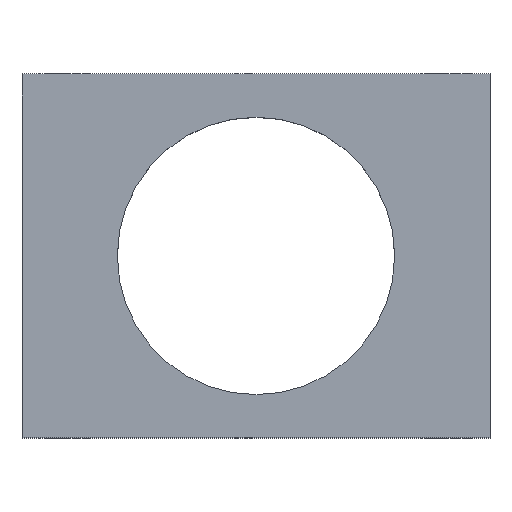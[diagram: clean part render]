
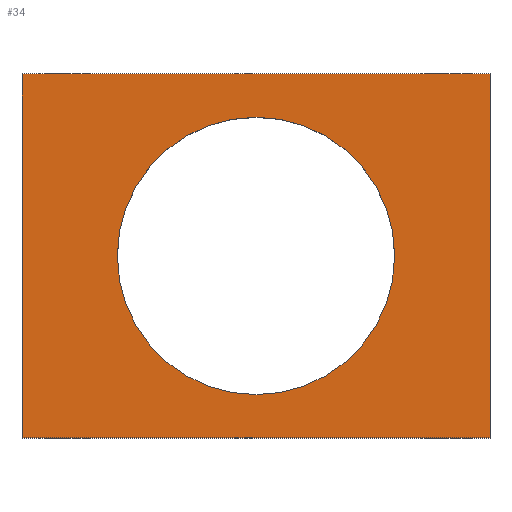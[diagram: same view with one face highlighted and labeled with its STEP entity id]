
A CAD part, top view. The second image highlights one B-rep face of the part: STEP entity #34.
In plain terms, the highlighted planar face has unit normal (0, 0, 1).
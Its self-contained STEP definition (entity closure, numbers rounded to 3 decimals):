
#13 = CARTESIAN_POINT ( 'NONE',  ( 13.5, 10.5, 2. ) ) ;
#19 = VECTOR ( 'NONE', #323, 1000. ) ;
#34 = ADVANCED_FACE ( 'NONE', ( #457, #248 ), #161, .F. ) ;
#42 = ORIENTED_EDGE ( 'NONE', *, *, #384, .F. ) ;
#47 = EDGE_LOOP ( 'NONE', ( #135, #351, #153, #312 ) ) ;
#49 = EDGE_CURVE ( 'NONE', #116, #399, #386, .T. ) ;
#51 = AXIS2_PLACEMENT_3D ( 'NONE', #244, #173, #237 ) ;
#56 = DIRECTION ( 'NONE',  ( 0., 0., 1. ) ) ;
#59 = CARTESIAN_POINT ( 'NONE',  ( -13.5, -10.5, 2. ) ) ;
#61 = CARTESIAN_POINT ( 'NONE',  ( -13.5, -10.5, 2. ) ) ;
#87 = EDGE_CURVE ( 'NONE', #294, #116, #142, .T. ) ;
#91 = AXIS2_PLACEMENT_3D ( 'NONE', #151, #56, #193 ) ;
#99 = CARTESIAN_POINT ( 'NONE',  ( 13.5, -10.5, 2. ) ) ;
#116 = VERTEX_POINT ( 'NONE', #427 ) ;
#128 = DIRECTION ( 'NONE',  ( 0., 0., 1. ) ) ;
#135 = ORIENTED_EDGE ( 'NONE', *, *, #221, .T. ) ;
#136 = DIRECTION ( 'NONE',  ( 0., -1., 0. ) ) ;
#142 = LINE ( 'NONE', #293, #19 ) ;
#151 = CARTESIAN_POINT ( 'NONE',  ( 0., 0., 2. ) ) ;
#153 = ORIENTED_EDGE ( 'NONE', *, *, #49, .T. ) ;
#161 = PLANE ( 'NONE',  #51 ) ;
#173 = DIRECTION ( 'NONE',  ( 0., 0., -1. ) ) ;
#180 = LINE ( 'NONE', #222, #208 ) ;
#193 = DIRECTION ( 'NONE',  ( 1., 0., 0. ) ) ;
#208 = VECTOR ( 'NONE', #362, 1000. ) ;
#221 = EDGE_CURVE ( 'NONE', #439, #294, #180, .T. ) ;
#222 = CARTESIAN_POINT ( 'NONE',  ( 13.5, -10.5, 2. ) ) ;
#237 = DIRECTION ( 'NONE',  ( -1., 0., 0. ) ) ;
#238 = DIRECTION ( 'NONE',  ( 1., 0., 0. ) ) ;
#239 = CARTESIAN_POINT ( 'NONE',  ( -8., 0., 2. ) ) ;
#244 = CARTESIAN_POINT ( 'NONE',  ( 0., 0., 2. ) ) ;
#248 = FACE_BOUND ( 'NONE', #317, .T. ) ;
#263 = CARTESIAN_POINT ( 'NONE',  ( 8., 0., 2. ) ) ;
#292 = CIRCLE ( 'NONE', #91, 8. ) ;
#293 = CARTESIAN_POINT ( 'NONE',  ( -13.5, 10.5, 2. ) ) ;
#294 = VERTEX_POINT ( 'NONE', #13 ) ;
#299 = VERTEX_POINT ( 'NONE', #263 ) ;
#300 = VECTOR ( 'NONE', #309, 1000. ) ;
#308 = CARTESIAN_POINT ( 'NONE',  ( 0., 0., 2. ) ) ;
#309 = DIRECTION ( 'NONE',  ( 1., 0., 0. ) ) ;
#312 = ORIENTED_EDGE ( 'NONE', *, *, #442, .T. ) ;
#313 = AXIS2_PLACEMENT_3D ( 'NONE', #308, #128, #238 ) ;
#317 = EDGE_LOOP ( 'NONE', ( #319, #42 ) ) ;
#319 = ORIENTED_EDGE ( 'NONE', *, *, #390, .F. ) ;
#323 = DIRECTION ( 'NONE',  ( -1., 0., 0. ) ) ;
#335 = CARTESIAN_POINT ( 'NONE',  ( -13.5, -10.5, 2. ) ) ;
#351 = ORIENTED_EDGE ( 'NONE', *, *, #87, .T. ) ;
#362 = DIRECTION ( 'NONE',  ( 0., 1., 0. ) ) ;
#384 = EDGE_CURVE ( 'NONE', #299, #455, #395, .T. ) ;
#386 = LINE ( 'NONE', #61, #436 ) ;
#390 = EDGE_CURVE ( 'NONE', #455, #299, #292, .T. ) ;
#395 = CIRCLE ( 'NONE', #313, 8. ) ;
#399 = VERTEX_POINT ( 'NONE', #335 ) ;
#414 = LINE ( 'NONE', #59, #300 ) ;
#427 = CARTESIAN_POINT ( 'NONE',  ( -13.5, 10.5, 2. ) ) ;
#436 = VECTOR ( 'NONE', #136, 1000. ) ;
#439 = VERTEX_POINT ( 'NONE', #99 ) ;
#442 = EDGE_CURVE ( 'NONE', #399, #439, #414, .T. ) ;
#455 = VERTEX_POINT ( 'NONE', #239 ) ;
#457 = FACE_OUTER_BOUND ( 'NONE', #47, .T. ) ;
